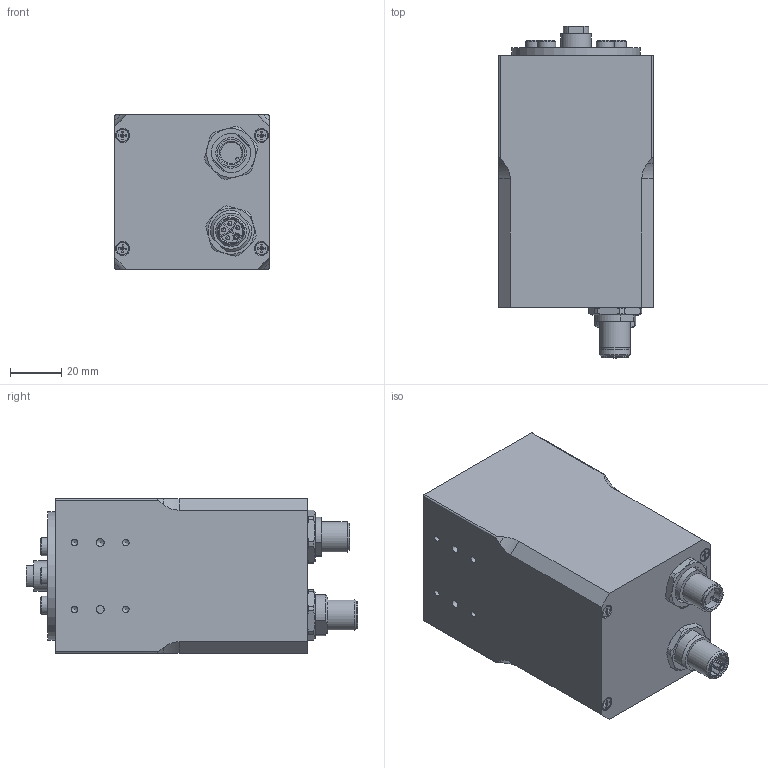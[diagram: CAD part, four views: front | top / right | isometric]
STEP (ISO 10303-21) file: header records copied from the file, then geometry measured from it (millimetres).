
FILE_DESCRIPTION(/* description */ (''),/* implementation_level */ '2;1');
FILE_NAME(/* name */ 'LBA60LDR1250-Ex-55.stp',/* time_stamp */ '2023-10-27T17:14:45+02:00',/* author */ ('kaiming.cao'),/* organization */ (''),/* preprocessor_version */ 'ST-DEVELOPER v18.1',/* originating_system */ 'Autodesk Inventor 2021',/* authorisation */ '');
FILE_SCHEMA (('AUTOMOTIVE_DESIGN { 1 0 10303 214 3 1 1 }'));
Length unit declared in the file: millimetre
Products named in the file (1): D-00004962-updated-vereinfacht
Bounding box: 60 x 129.1 x 60 mm (x, y, z)
Volume: 357702.7 mm3; surface area: 38283 mm2
Topology: 1 solids, 1 shells, 442 faces, 1121 edges, 726 vertices
Faces by surface type: plane 214, cylinder 102, cone 100, torus 22, bspline 4
Full cylindrical faces by diameter (mm): 1.5 x4, 1.55 x4, 1.6 x1, 2 x6, 2.201 x1, 2.459 x4, 3 x2, 3.242 x1, 4.134 x5, 4.7 x4, 5.5 x4, 6.5 x4, 7 x6, 9.2 x1, 10.6 x1, 10.7 x1, 11.7 x1, 11.85 x1, 12 x1, 43 x1, 50 x1
Entity records: 13998 total; most frequent: CARTESIAN_POINT 3154, ORIENTED_EDGE 2202, DIRECTION 2128, EDGE_CURVE 1101, AXIS2_PLACEMENT_3D 803, VERTEX_POINT 726, LINE 522, VECTOR 522
